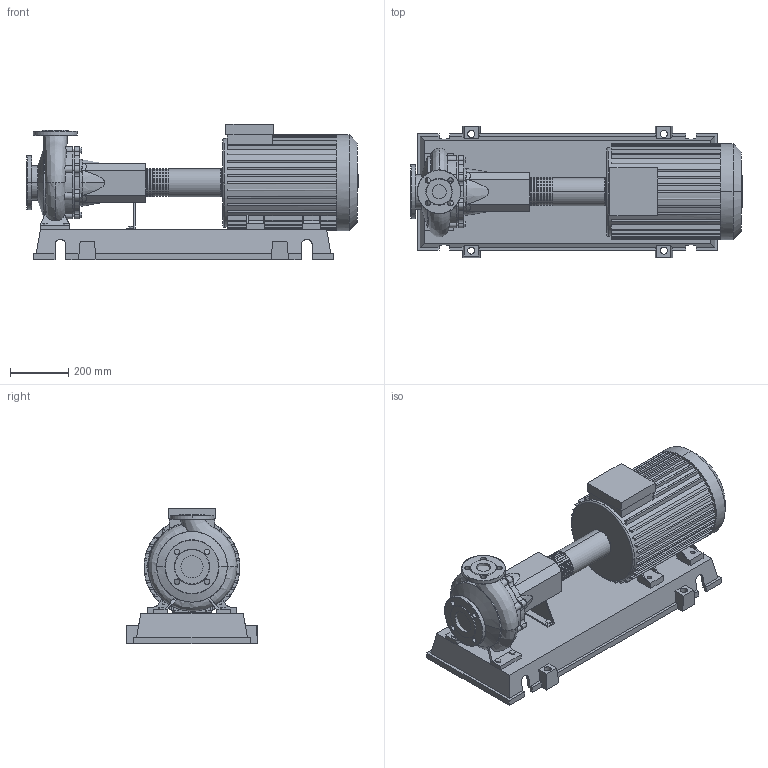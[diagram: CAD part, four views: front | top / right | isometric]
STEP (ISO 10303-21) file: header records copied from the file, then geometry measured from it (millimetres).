
FILE_DESCRIPTION((''),'2;1');
FILE_NAME('3d_NL40_200-15-2-12-4108993.stp','2015-03-03T07:07:47',(''),(''),'Mechanical Desktop 2009','Mechanical Desktop 2009',', , ');
FILE_SCHEMA(('CONFIG_CONTROL_DESIGN'));
Length unit declared in the file: millimetre
Products named in the file (1): Product
Bounding box: 1138 x 450 x 463 mm (x, y, z)
Volume: 58211127.1 mm3; surface area: 3086586.4 mm2
Topology: 11 solids, 11 shells, 839 faces, 2207 edges, 1450 vertices
Faces by surface type: plane 430, bspline 199, cylinder 196, cone 8, torus 6
Entity records: 30274 total; most frequent: CARTESIAN_POINT 9595, ORIENTED_EDGE 4416, DIRECTION 4077, EDGE_CURVE 2208, VERTEX_POINT 1447, VECTOR 1385, LINE 1385, AXIS2_PLACEMENT_3D 1346
